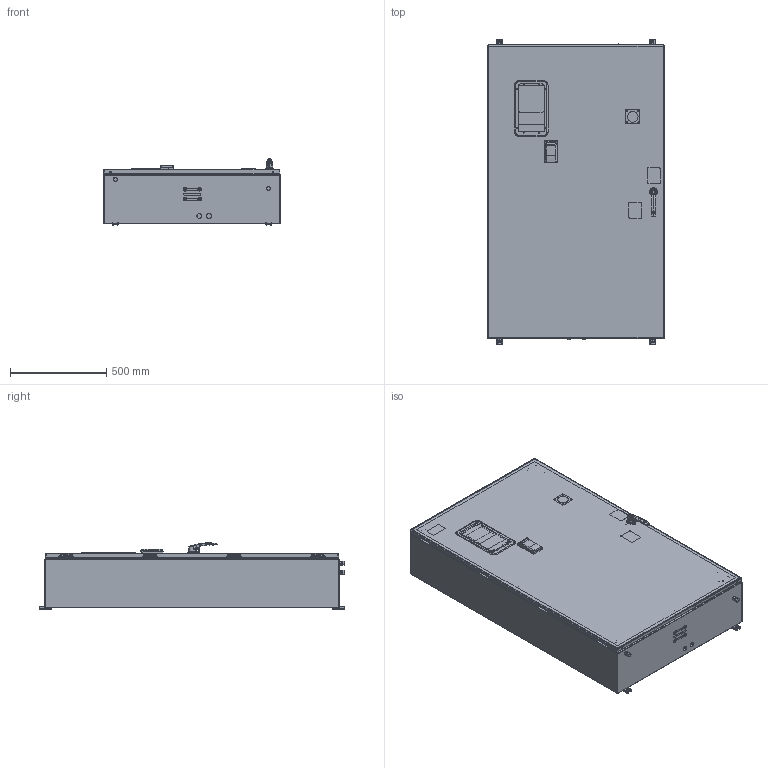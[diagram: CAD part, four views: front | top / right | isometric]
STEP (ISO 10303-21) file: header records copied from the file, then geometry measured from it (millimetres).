
FILE_DESCRIPTION (( 'STEP AP214' ), '1' );
FILE_NAME ('EN7000-1200(5-8)U Exterior.STEP', '2025-10-17T19:55:48', ( '' ), ( '' ), 'SwSTEP 2.0', 'SolidWorks 2025', '' );
FILE_SCHEMA (( 'AUTOMOTIVE_DESIGN' ));
Length unit declared in the file: inch
Products named in the file (1): EN7000-1200(5-8)U Exterior
Bounding box: 914.85 x 1581.15 x 342.33 mm (x, y, z)
Surface area: 8602317.1 mm2 (no closed solid volume)
Topology: 0 solids, 392 shells, 1018 faces, 5541 edges, 4734 vertices
Faces by surface type: plane 332, cylinder 312, bspline 184, cone 160, sphere 22, torus 8
Entity records: 65650 total; most frequent: CARTESIAN_POINT 25412, DIRECTION 7892, ORIENTED_EDGE 6630, EDGE_CURVE 5516, VERTEX_POINT 4734, AXIS2_PLACEMENT_3D 2794, LINE 2304, VECTOR 2304
